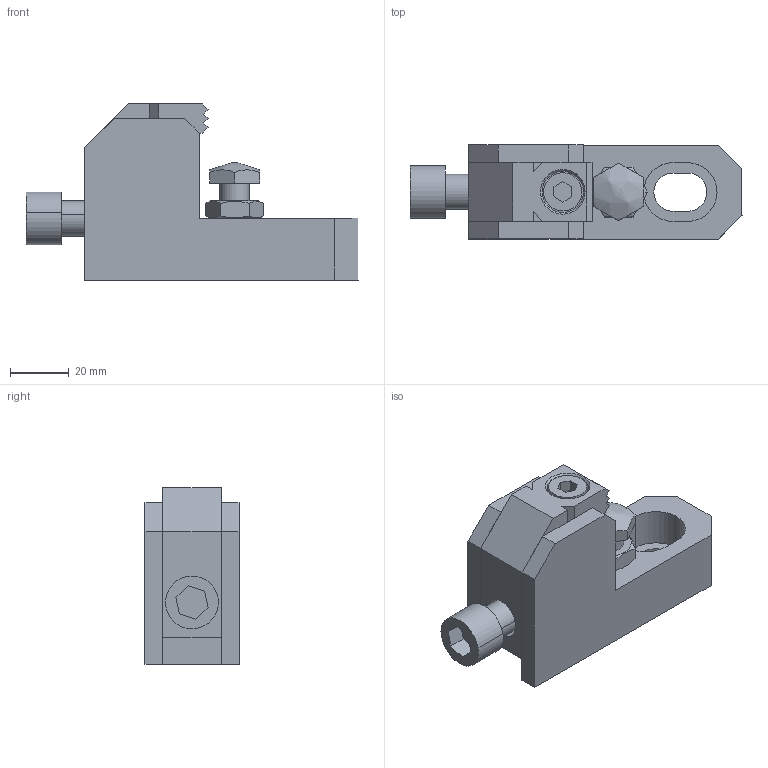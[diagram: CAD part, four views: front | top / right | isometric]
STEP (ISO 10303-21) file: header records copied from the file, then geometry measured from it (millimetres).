
FILE_DESCRIPTION (( 'STEP AP203' ), '1' );
FILE_NAME ('cp100-12060.STEP', '2021-10-25T23:49:12', ( '' ), ( '' ), 'SwSTEP 2.0', 'SolidWorks 2020', '' );
FILE_SCHEMA (( 'CONFIG_CONTROL_DESIGN' ));
Length unit declared in the file: millimetre
Products named in the file (4): cp100-12060_01; cp100-12060; cp100-12060_03; cp100-12060_02
Assembly tree (3 placements, depth 2):
  cp100-12060
    cp100-12060_01
    cp100-12060_02
    cp100-12060_03
Bounding box: 113 x 32 x 60 mm (x, y, z)
Volume: 95121.6 mm3; surface area: 30827.6 mm2
Topology: 3 solids, 4 shells, 153 faces, 378 edges, 247 vertices
Faces by surface type: plane 98, cylinder 37, cone 16, bspline 2
Entity records: 5225 total; most frequent: CARTESIAN_POINT 1133, DIRECTION 759, ORIENTED_EDGE 756, EDGE_CURVE 378, LINE 261, VECTOR 261, AXIS2_PLACEMENT_3D 249, VERTEX_POINT 247
